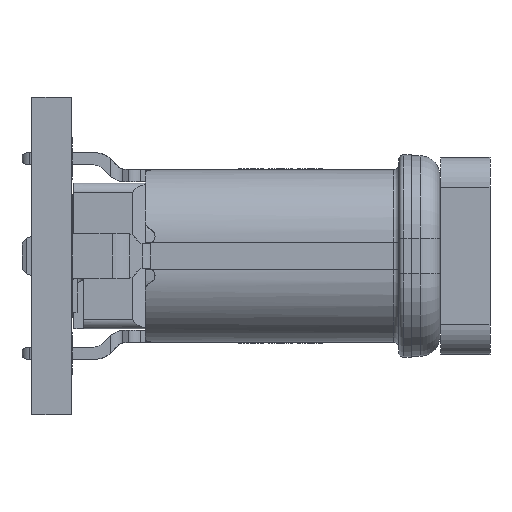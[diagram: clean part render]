
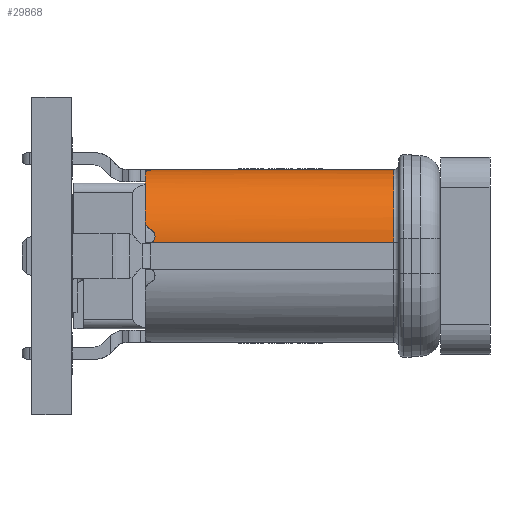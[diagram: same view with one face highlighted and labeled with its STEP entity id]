
A CAD part, front view. The second image highlights one B-rep face of the part: STEP entity #29868.
In plain terms, the highlighted cylindrical face has radius 1.475 mm (diameter 2.95 mm), a partial arc.
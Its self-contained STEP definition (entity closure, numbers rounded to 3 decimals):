
#3084=CARTESIAN_POINT('',(3.17,-0.28,-2.6));
#3085=DIRECTION('',(0.,0.,1.));
#3086=DIRECTION('',(0.581,-0.814,0.));
#3087=AXIS2_PLACEMENT_3D('',#3084,#3085,#3086);
#3098=CARTESIAN_POINT('',(3.399,-1.737,
-2.523));
#3099=CARTESIAN_POINT('',(3.39,-1.738,
-2.513));
#3100=CARTESIAN_POINT('',(3.372,-1.741,
-2.495));
#3101=CARTESIAN_POINT('',(3.336,-1.746,
-2.478));
#3102=CARTESIAN_POINT('',(3.298,-1.75,
-2.473));
#3103=CARTESIAN_POINT('',(3.259,-1.752,
-2.48));
#3104=CARTESIAN_POINT('',(3.225,-1.754,
-2.498));
#3105=CARTESIAN_POINT('',(3.197,-1.755,
-2.526));
#3106=CARTESIAN_POINT('',(3.179,-1.755,
-2.561));
#3107=CARTESIAN_POINT('',(3.175,-1.755,
-2.587));
#3108=CARTESIAN_POINT('',(3.175,-1.755,
-2.6));
#3110=DIRECTION('',(0.,0.,-1.));
#3111=VECTOR('',#3110,0.097);
#3112=CARTESIAN_POINT('',(3.175,-1.755,
-2.6));
#3113=LINE('',#3112,#3111);
#3114=CARTESIAN_POINT('',(3.175,-1.755,
-2.697));
#3115=CARTESIAN_POINT('',(3.175,-1.755,
-2.698));
#3116=CARTESIAN_POINT('',(3.175,-1.755,
-2.699));
#3117=CARTESIAN_POINT('',(3.175,-1.755,
-2.7));
#3119=CARTESIAN_POINT('',(3.175,-1.755,
-2.7));
#3120=CARTESIAN_POINT('',(3.174,-1.755,
-2.7));
#3121=CARTESIAN_POINT('',(3.173,-1.755,
-2.7));
#3122=CARTESIAN_POINT('',(3.172,-1.755,
-2.7));
#3123=CARTESIAN_POINT('',(3.171,-1.755,-2.7));
#3124=CARTESIAN_POINT('',(3.17,-1.755,-2.7));
#3126=DIRECTION('',(0.,0.,1.));
#3127=VECTOR('',#3126,5.15);
#3128=CARTESIAN_POINT('',(3.17,-1.755,-2.7));
#3129=LINE('',#3128,#3127);
#3130=DIRECTION('',(0.,0.,-1.));
#3131=VECTOR('',#3130,4.91);
#3132=CARTESIAN_POINT('',(4.645,-0.28,2.45));
#3133=LINE('',#3132,#3131);
#3134=CARTESIAN_POINT('',(4.645,-0.28,-2.46));
#3135=CARTESIAN_POINT('',(4.645,-0.289,-2.448));
#3136=CARTESIAN_POINT('',(4.645,-0.31,
-2.427));
#3137=CARTESIAN_POINT('',(4.644,-0.35,
-2.406));
#3138=CARTESIAN_POINT('',(4.641,-0.393,
-2.398));
#3139=CARTESIAN_POINT('',(4.637,-0.438,
-2.403));
#3140=CARTESIAN_POINT('',(4.632,-0.478,
-2.419));
#3141=CARTESIAN_POINT('',(4.627,-0.513,
-2.448));
#3142=CARTESIAN_POINT('',(4.624,-0.529,
-2.472));
#3143=CARTESIAN_POINT('',(4.623,-0.536,
-2.486));
#3145=CARTESIAN_POINT('',(4.623,-0.536,
-2.486));
#3146=CARTESIAN_POINT('',(4.621,-0.544,
-2.503));
#3147=CARTESIAN_POINT('',(4.617,-0.564,
-2.534));
#3148=CARTESIAN_POINT('',(4.609,-0.607,
-2.571));
#3149=CARTESIAN_POINT('',(4.596,-0.66,
-2.595));
#3150=CARTESIAN_POINT('',(4.585,-0.697,-2.6));
#3151=CARTESIAN_POINT('',(4.579,-0.716,-2.6));
#3162=CARTESIAN_POINT('',(3.17,-0.28,-2.6));
#3163=DIRECTION('',(0.,0.,1.));
#3164=DIRECTION('',(0.262,-0.965,0.));
#3165=AXIS2_PLACEMENT_3D('',#3162,#3163,#3164);
#4570=CARTESIAN_POINT('',(3.399,-1.737,
-2.523));
#4571=CARTESIAN_POINT('',(3.408,-1.736,
-2.535));
#4572=CARTESIAN_POINT('',(3.429,-1.732,
-2.557));
#4573=CARTESIAN_POINT('',(3.468,-1.725,
-2.581));
#4574=CARTESIAN_POINT('',(3.51,-1.716,
-2.596));
#4575=CARTESIAN_POINT('',(3.541,-1.708,-2.6));
#4576=CARTESIAN_POINT('',(3.556,-1.704,-2.6));
#4607=CARTESIAN_POINT('',(3.17,-0.28,2.45));
#4608=DIRECTION('',(0.,0.,-1.));
#4609=DIRECTION('',(1.,0.,0.));
#4610=AXIS2_PLACEMENT_3D('',#4607,#4608,#4609);
#11562=CARTESIAN_POINT('',(3.17,-0.28,-2.6));
#11563=DIRECTION('',(0.,0.,1.));
#11564=DIRECTION('',(0.813,-0.582,0.));
#11565=AXIS2_PLACEMENT_3D('',#11562,#11563,#11564);
#21021=CARTESIAN_POINT('',(4.028,-1.48,-2.6));
#21023=VERTEX_POINT('',#21021);
#21041=CARTESIAN_POINT('',(4.37,-1.138,-2.6));
#21042=VERTEX_POINT('',#21041);
#21045=CARTESIAN_POINT('',(3.556,-1.704,-2.6));
#21046=VERTEX_POINT('',#21045);
#21047=VERTEX_POINT('',#4570);
#21048=VERTEX_POINT('',#3108);
#21049=CARTESIAN_POINT('',(3.175,-1.755,
-2.697));
#21050=VERTEX_POINT('',#21049);
#21051=VERTEX_POINT('',#3117);
#21052=VERTEX_POINT('',#3124);
#21053=CARTESIAN_POINT('',(3.17,-1.755,2.45));
#21054=VERTEX_POINT('',#21053);
#21055=CARTESIAN_POINT('',(4.645,-0.28,2.45));
#21056=VERTEX_POINT('',#21055);
#21057=CARTESIAN_POINT('',(4.645,-0.28,-2.46));
#21058=VERTEX_POINT('',#21057);
#21059=VERTEX_POINT('',#3143);
#21060=VERTEX_POINT('',#3151);
#29836=CARTESIAN_POINT('',(3.17,-0.28,7.039));
#29837=DIRECTION('',(0.,0.,-1.));
#29838=DIRECTION('',(-1.,0.,0.));
#29839=AXIS2_PLACEMENT_3D('',#29836,#29837,#29838);
#29840=CYLINDRICAL_SURFACE('',#29839,1.475);
#29841=ORIENTED_EDGE('',*,*,#29826,.F.);
#29843=ORIENTED_EDGE('',*,*,#29842,.F.);
#29845=ORIENTED_EDGE('',*,*,#29844,.F.);
#29847=ORIENTED_EDGE('',*,*,#29846,.T.);
#29849=ORIENTED_EDGE('',*,*,#29848,.T.);
#29851=ORIENTED_EDGE('',*,*,#29850,.T.);
#29853=ORIENTED_EDGE('',*,*,#29852,.T.);
#29855=ORIENTED_EDGE('',*,*,#29854,.T.);
#29857=ORIENTED_EDGE('',*,*,#29856,.F.);
#29859=ORIENTED_EDGE('',*,*,#29858,.T.);
#29861=ORIENTED_EDGE('',*,*,#29860,.T.);
#29863=ORIENTED_EDGE('',*,*,#29862,.T.);
#29865=ORIENTED_EDGE('',*,*,#29864,.F.);
#29866=EDGE_LOOP('',(#29841,#29843,#29845,#29847,#29849,#29851,#29853,#29855,
#29857,#29859,#29861,#29863,#29865));
#29867=FACE_OUTER_BOUND('',#29866,.F.);
#29868=ADVANCED_FACE('',(#29867),#29840,.T.);
#3088=CIRCLE('',#3087,1.475);
#3109=B_SPLINE_CURVE_WITH_KNOTS('',3,(#3098,#3099,#3100,#3101,#3102,#3103,#3104,
#3105,#3106,#3107,#3108),.UNSPECIFIED.,.F.,.F.,(4,1,1,1,1,1,1,1,4),(0.,
0.125,0.25,0.375,0.5,0.625,0.75,0.875,1.),.UNSPECIFIED.);
#3118=B_SPLINE_CURVE_WITH_KNOTS('',3,(#3114,#3115,#3116,#3117),.UNSPECIFIED.,
.F.,.F.,(4,4),(0.,1.),.UNSPECIFIED.);
#3125=B_SPLINE_CURVE_WITH_KNOTS('',3,(#3119,#3120,#3121,#3122,#3123,#3124),
.UNSPECIFIED.,.F.,.F.,(4,1,1,4),(0.,0.333,0.667,1.),
.UNSPECIFIED.);
#3144=B_SPLINE_CURVE_WITH_KNOTS('',3,(#3134,#3135,#3136,#3137,#3138,#3139,#3140,
#3141,#3142,#3143),.UNSPECIFIED.,.F.,.F.,(4,1,1,1,1,1,1,4),(0.,
0.143,0.286,0.429,0.571,
0.714,0.857,1.),.UNSPECIFIED.);
#3152=B_SPLINE_CURVE_WITH_KNOTS('',3,(#3145,#3146,#3147,#3148,#3149,#3150,
#3151),.UNSPECIFIED.,.F.,.F.,(4,1,1,1,4),(0.,0.25,0.5,0.75,1.),
.UNSPECIFIED.);
#3166=CIRCLE('',#3165,1.475);
#4577=B_SPLINE_CURVE_WITH_KNOTS('',3,(#4570,#4571,#4572,#4573,#4574,#4575,
#4576),.UNSPECIFIED.,.F.,.F.,(4,1,1,1,4),(0.,0.25,0.5,0.75,1.),
.UNSPECIFIED.);
#4611=CIRCLE('',#4610,1.475);
#11566=CIRCLE('',#11565,1.475);
#29826=EDGE_CURVE('',#21023,#21042,#3088,.T.);
#29842=EDGE_CURVE('',#21046,#21023,#3166,.T.);
#29844=EDGE_CURVE('',#21047,#21046,#4577,.T.);
#29846=EDGE_CURVE('',#21047,#21048,#3109,.T.);
#29848=EDGE_CURVE('',#21048,#21050,#3113,.T.);
#29850=EDGE_CURVE('',#21050,#21051,#3118,.T.);
#29852=EDGE_CURVE('',#21051,#21052,#3125,.T.);
#29854=EDGE_CURVE('',#21052,#21054,#3129,.T.);
#29856=EDGE_CURVE('',#21056,#21054,#4611,.T.);
#29858=EDGE_CURVE('',#21056,#21058,#3133,.T.);
#29860=EDGE_CURVE('',#21058,#21059,#3144,.T.);
#29862=EDGE_CURVE('',#21059,#21060,#3152,.T.);
#29864=EDGE_CURVE('',#21042,#21060,#11566,.T.);
